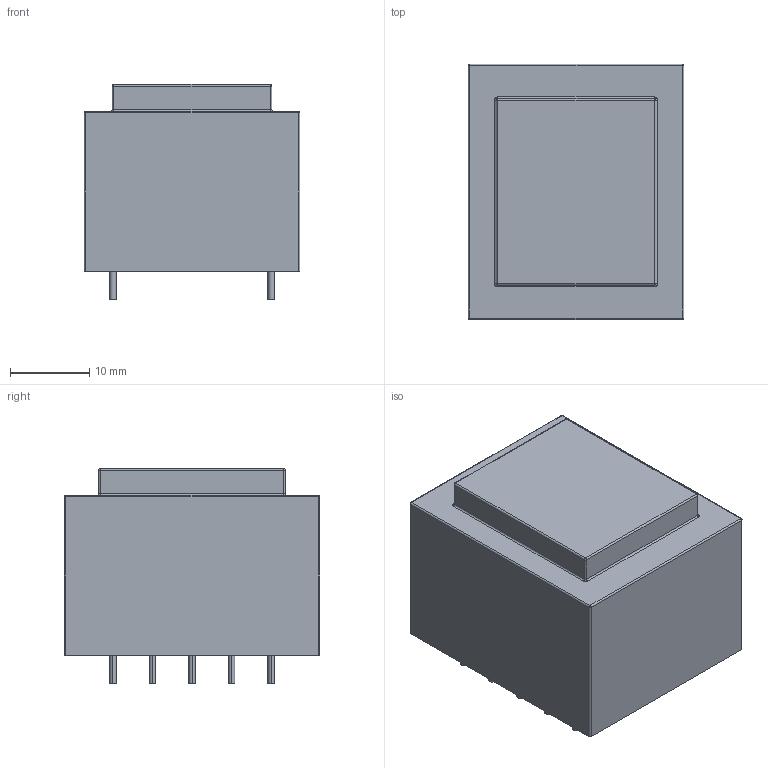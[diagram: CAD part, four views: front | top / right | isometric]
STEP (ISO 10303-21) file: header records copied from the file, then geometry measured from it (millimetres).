
FILE_DESCRIPTION((''),'2;1');
FILE_NAME('XFMR_BLOCK_AVB1.5-2.stp','2012-06-29T15:31:00',(''),(''),'Mechanical Desktop 2011','Mechanical Desktop 2011',', , ');
FILE_SCHEMA(('AUTOMOTIVE_DESIGN { 1 2 10303 214 1 1 1 1 }'));
Length unit declared in the file: millimetre
Products named in the file (1): Product
Bounding box: 27.3 x 32.3 x 27.2 mm (x, y, z)
Volume: 19447.5 mm3; surface area: 4526.4 mm2
Topology: 10 solids, 10 shells, 81 faces, 154 edges, 90 vertices
Faces by surface type: cylinder 38, plane 29, sphere 10, torus 4
Entity records: 2055 total; most frequent: DIRECTION 402, CARTESIAN_POINT 322, ORIENTED_EDGE 300, AXIS2_PLACEMENT_3D 170, EDGE_CURVE 150, VERTEX_POINT 90, CIRCLE 88, EDGE_LOOP 82
